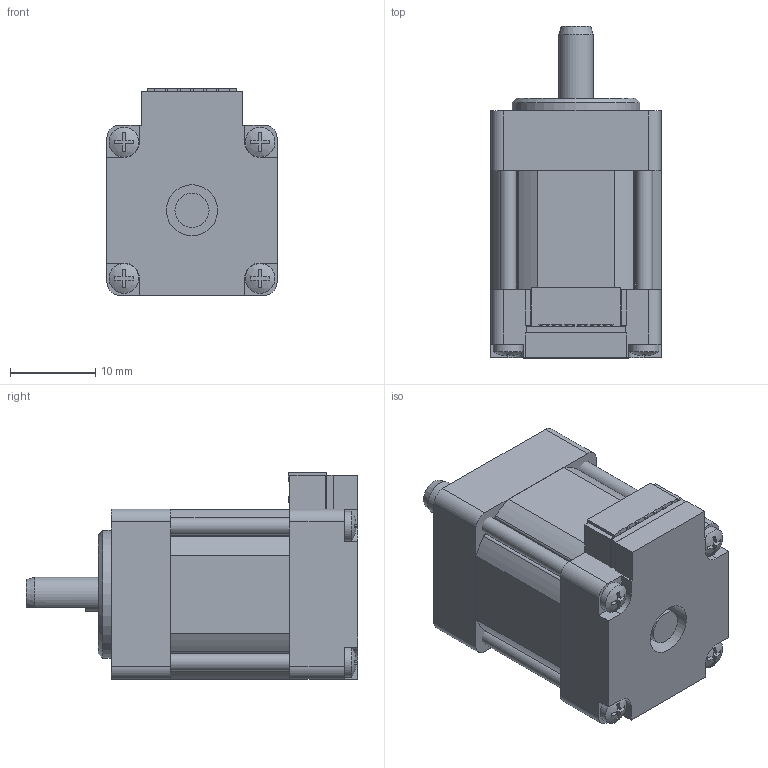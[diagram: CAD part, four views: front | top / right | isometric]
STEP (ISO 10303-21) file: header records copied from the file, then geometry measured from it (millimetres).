
FILE_DESCRIPTION (( 'STEP AP214' ), '1' );
FILE_NAME ('MS08HY1F4050.STEP', '2018-06-25T07:52:13', ( 'Windows' ), ( 'Microsoft' ), 'SwSTEP 2.0', 'SolidWorks 2012', '' );
FILE_SCHEMA (( 'AUTOMOTIVE_DESIGN' ));
Length unit declared in the file: millimetre
Products named in the file (1): MS08HY1F4050
Bounding box: 20 x 39 x 24.3 mm (x, y, z)
Volume: 11550.5 mm3; surface area: 7068.7 mm2
Topology: 11 solids, 11 shells, 266 faces, 710 edges, 475 vertices
Faces by surface type: plane 181, cylinder 66, sphere 16, cone 3
Full cylindrical faces by diameter (mm): 0.5 x12, 1.6 x4, 2 x4, 2.2 x4, 3.5 x4, 4 x1, 6 x2, 15 x1
Entity records: 8552 total; most frequent: DIRECTION 1346, CARTESIAN_POINT 1344, ORIENTED_EDGE 1260, EDGE_CURVE 630, AXIS2_PLACEMENT_3D 451, VECTOR 444, LINE 444, VERTEX_POINT 441
